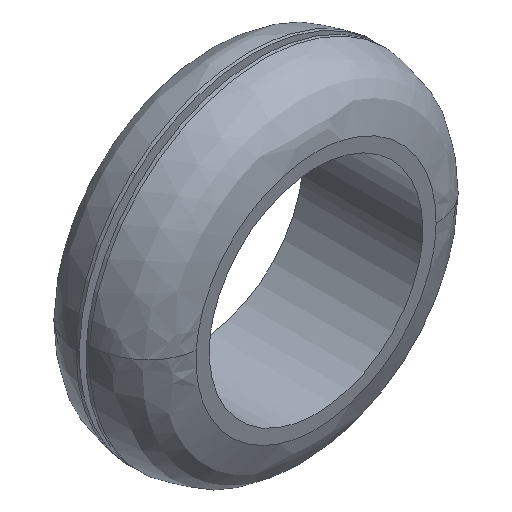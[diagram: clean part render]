
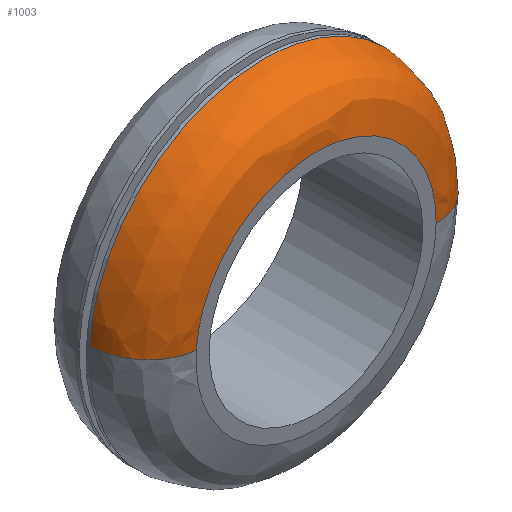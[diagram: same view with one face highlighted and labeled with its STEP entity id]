
A CAD part, isometric view. The second image highlights one B-rep face of the part: STEP entity #1003.
In plain terms, the highlighted free-form (B-spline) face has degree [2, 2] with [5, 3] control points.
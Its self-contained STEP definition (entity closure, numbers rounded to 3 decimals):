
#72=CARTESIAN_POINT('',(25.998,8.,-0.327));
#73=VERTEX_POINT('',#72);
#135=CARTESIAN_POINT('',(-25.937,8.,1.813));
#136=VERTEX_POINT('',#135);
#152=CARTESIAN_POINT('',(0.0,8.0,26.0));
#153=VERTEX_POINT('',#152);
#154=CARTESIAN_POINT('',(0.0,8.0,26.0));
#155=CARTESIAN_POINT('',(-24.246,8.,26.));
#156=CARTESIAN_POINT('',(-25.937,8.,1.813));
#164=(BOUNDED_CURVE()B_SPLINE_CURVE(2,(#154,#155,#156),.UNSPECIFIED.,.F.,.U.)B_SPLINE_CURVE_WITH_KNOTS((3,3),(0.5,0.738),.UNSPECIFIED.)CURVE()GEOMETRIC_REPRESENTATION_ITEM()RATIONAL_B_SPLINE_CURVE((1.0,0.721,0.973))REPRESENTATION_ITEM(''));
#165=EDGE_CURVE('',#153,#136,#164,.T.);
#167=CARTESIAN_POINT('',(25.998,8.,-0.327));
#168=CARTESIAN_POINT('',(26.,8.,-0.163));
#169=CARTESIAN_POINT('',(26.,8.,0.));
#170=CARTESIAN_POINT('',(26.,8.,26.));
#171=CARTESIAN_POINT('',(0.0,8.0,26.0));
#179=(BOUNDED_CURVE()B_SPLINE_CURVE(2,(#167,#168,#169,#170,#171),.UNSPECIFIED.,.F.,.U.)B_SPLINE_CURVE_WITH_KNOTS((3,2,3),(0.248,0.25,0.5),.UNSPECIFIED.)CURVE()GEOMETRIC_REPRESENTATION_ITEM()RATIONAL_B_SPLINE_CURVE((0.995,0.997,1.0,0.707,1.0))REPRESENTATION_ITEM(''));
#180=EDGE_CURVE('',#73,#153,#179,.T.);
#881=CARTESIAN_POINT('',(17.999,0.,-0.226));
#882=VERTEX_POINT('',#881);
#883=CARTESIAN_POINT('',(25.998,8.,-0.327));
#884=CARTESIAN_POINT('',(25.998,0.,-0.327));
#885=CARTESIAN_POINT('',(17.999,0.,-0.226));
#893=(BOUNDED_CURVE()B_SPLINE_CURVE(2,(#883,#884,#885),.UNSPECIFIED.,.F.,.U.)B_SPLINE_CURVE_WITH_KNOTS((3,3),(-1.725,-0.275),.UNSPECIFIED.)CURVE()GEOMETRIC_REPRESENTATION_ITEM()RATIONAL_B_SPLINE_CURVE((0.883,0.625,0.883))REPRESENTATION_ITEM(''));
#894=EDGE_CURVE('',#73,#882,#893,.T.);
#911=CARTESIAN_POINT('',(-17.956,0.,1.255));
#912=VERTEX_POINT('',#911);
#928=CARTESIAN_POINT('',(-25.937,8.,1.813));
#929=CARTESIAN_POINT('',(-25.937,0.,1.813));
#930=CARTESIAN_POINT('',(-17.956,0.,1.255));
#938=(BOUNDED_CURVE()B_SPLINE_CURVE(2,(#928,#929,#930),.UNSPECIFIED.,.F.,.U.)B_SPLINE_CURVE_WITH_KNOTS((3,3),(-1.725,-0.275),.UNSPECIFIED.)CURVE()GEOMETRIC_REPRESENTATION_ITEM()RATIONAL_B_SPLINE_CURVE((0.863,0.611,0.863))REPRESENTATION_ITEM(''));
#939=EDGE_CURVE('',#136,#912,#938,.T.);
#944=CARTESIAN_POINT('',(25.979,8.556,-0.326));
#945=CARTESIAN_POINT('',(26.305,8.556,25.652));
#946=CARTESIAN_POINT('',(0.326,8.556,25.979));
#947=CARTESIAN_POINT('',(-24.206,8.556,26.287));
#948=CARTESIAN_POINT('',(-25.917,8.556,1.812));
#949=CARTESIAN_POINT('',(26.618,-0.62,-0.335));
#950=CARTESIAN_POINT('',(26.953,-0.62,26.284));
#951=CARTESIAN_POINT('',(0.335,-0.62,26.618));
#952=CARTESIAN_POINT('',(-24.802,-0.62,26.934));
#953=CARTESIAN_POINT('',(-26.555,-0.62,1.856));
#954=CARTESIAN_POINT('',(17.442,0.019,-0.219));
#955=CARTESIAN_POINT('',(17.662,0.019,17.223));
#956=CARTESIAN_POINT('',(0.219,0.019,17.442));
#957=CARTESIAN_POINT('',(-16.253,0.019,17.649));
#958=CARTESIAN_POINT('',(-17.401,0.019,1.216));
#966=(BOUNDED_SURFACE()B_SPLINE_SURFACE(2,2,((#944,#949,#954),(#945,#950,#955),(#946,#951,#956),(#947,#952,#957),(#948,#953,#958)),.UNSPECIFIED.,.F.,.F.,.U.)B_SPLINE_SURFACE_WITH_KNOTS((3,2,3),(3,3),(0.0,43.046,84.37),(0.0,14.579),.UNSPECIFIED.)GEOMETRIC_REPRESENTATION_ITEM()RATIONAL_B_SPLINE_SURFACE(((0.91,0.597,0.91),(0.644,0.422,0.644),(0.91,0.597,0.91),(0.654,0.429,0.654),(0.89,0.584,0.89)))REPRESENTATION_ITEM('')SURFACE());
#967=ORIENTED_EDGE('',*,*,#165,.T.);
#968=ORIENTED_EDGE('',*,*,#939,.T.);
#969=CARTESIAN_POINT('',(0.0,0.,18.0));
#970=VERTEX_POINT('',#969);
#971=CARTESIAN_POINT('',(0.0,0.,18.0));
#972=CARTESIAN_POINT('',(-16.786,0.,18.));
#973=CARTESIAN_POINT('',(-17.956,0.,1.255));
#981=(BOUNDED_CURVE()B_SPLINE_CURVE(2,(#971,#972,#973),.UNSPECIFIED.,.F.,.U.)B_SPLINE_CURVE_WITH_KNOTS((3,3),(0.5,0.738),.UNSPECIFIED.)CURVE()GEOMETRIC_REPRESENTATION_ITEM()RATIONAL_B_SPLINE_CURVE((1.0,0.721,0.973))REPRESENTATION_ITEM(''));
#982=EDGE_CURVE('',#970,#912,#981,.T.);
#983=ORIENTED_EDGE('',*,*,#982,.F.);
#984=CARTESIAN_POINT('',(17.999,0.,-0.226));
#985=CARTESIAN_POINT('',(18.,0.,-0.113));
#986=CARTESIAN_POINT('',(18.0,0.,0.));
#987=CARTESIAN_POINT('',(18.,0.,18.));
#988=CARTESIAN_POINT('',(0.0,0.,18.0));
#996=(BOUNDED_CURVE()B_SPLINE_CURVE(2,(#984,#985,#986,#987,#988),.UNSPECIFIED.,.F.,.U.)B_SPLINE_CURVE_WITH_KNOTS((3,2,3),(0.248,0.25,0.5),.UNSPECIFIED.)CURVE()GEOMETRIC_REPRESENTATION_ITEM()RATIONAL_B_SPLINE_CURVE((0.995,0.997,1.0,0.707,1.0))REPRESENTATION_ITEM(''));
#997=EDGE_CURVE('',#882,#970,#996,.T.);
#998=ORIENTED_EDGE('',*,*,#997,.F.);
#999=ORIENTED_EDGE('',*,*,#894,.F.);
#1000=ORIENTED_EDGE('',*,*,#180,.T.);
#1001=EDGE_LOOP('',(#967,#968,#983,#998,#999,#1000));
#1002=FACE_OUTER_BOUND('',#1001,.T.);
#1003=ADVANCED_FACE('',(#1002),#966,.T.);
